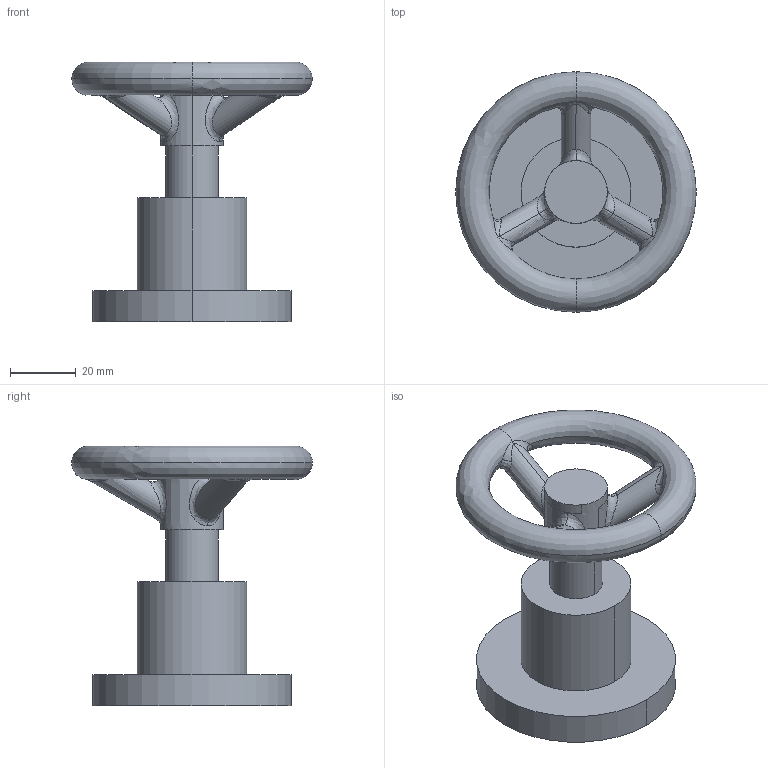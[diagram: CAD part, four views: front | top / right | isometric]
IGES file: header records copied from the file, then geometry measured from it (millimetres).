
Start section:  PTC IGES file: 3-570.igs
Global section: file name: 3-570.igs; native system: Creo Parametric by PTC Inc.; preprocessor: 2018400; author: jinson.thomas; organization: Unknown; date: 20210104.135559; units: inch
Bounding box: 73.03 x 73.03 x 78.82 mm (x, y, z)
Volume: 80741 mm3; surface area: 23095.2 mm2
Topology: 1 solids, 2 shells, 42 faces, 101 edges, 61 vertices
Faces by surface type: bspline 24, revolution 18
